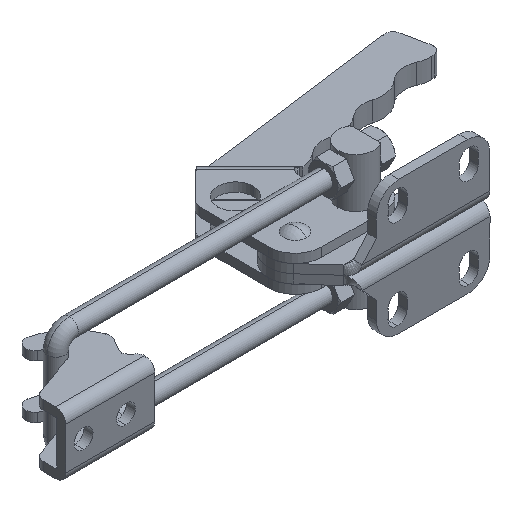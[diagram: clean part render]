
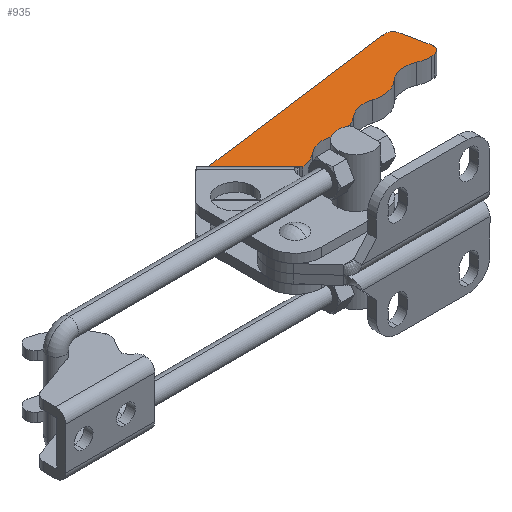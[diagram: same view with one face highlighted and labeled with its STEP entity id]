
A CAD part, isometric view. The second image highlights one B-rep face of the part: STEP entity #935.
In plain terms, the highlighted planar face has unit normal (0, 0, 1).
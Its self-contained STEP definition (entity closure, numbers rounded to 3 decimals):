
#31 = EDGE_CURVE ( 'NONE', #2856, #7800, #9416, .T. ) ;
#131 = VERTEX_POINT ( 'NONE', #8627 ) ;
#316 = VERTEX_POINT ( 'NONE', #10131 ) ;
#484 = DIRECTION ( 'NONE',  ( 1., 0.001, 0. ) ) ;
#509 = CARTESIAN_POINT ( 'NONE',  ( 37.836, 85.568, 4.197 ) ) ;
#526 = DIRECTION ( 'NONE',  ( -0.991, -0.131, 0. ) ) ;
#609 = ORIENTED_EDGE ( 'NONE', *, *, #9328, .T. ) ;
#803 = CARTESIAN_POINT ( 'NONE',  ( -31.869, 52.121, 4.197 ) ) ;
#811 = ORIENTED_EDGE ( 'NONE', *, *, #8650, .T. ) ;
#829 = CARTESIAN_POINT ( 'NONE',  ( 29.891, 57.015, 4.197 ) ) ;
#935 = ADVANCED_FACE ( 'NONE', ( #8705 ), #13944, .T. ) ;
#1002 = CIRCLE ( 'NONE', #7403, 3.75 ) ;
#1109 = CIRCLE ( 'NONE', #9875, 3.75 ) ;
#1113 = ORIENTED_EDGE ( 'NONE', *, *, #6692, .T. ) ;
#1117 = CARTESIAN_POINT ( 'NONE',  ( 40.797, 70.012, 4.197 ) ) ;
#1292 = EDGE_CURVE ( 'NONE', #3611, #10511, #14071, .T. ) ;
#1476 = EDGE_CURVE ( 'NONE', #12114, #11497, #8862, .T. ) ;
#1573 = CIRCLE ( 'NONE', #10224, 11.25 ) ;
#1956 = DIRECTION ( 'NONE',  ( 1., 0.001, 0. ) ) ;
#2015 = AXIS2_PLACEMENT_3D ( 'NONE', #10054, #3612, #11108 ) ;
#2057 = CIRCLE ( 'NONE', #8100, 12.75 ) ;
#2251 = DIRECTION ( 'NONE',  ( 1., 0.001, 0. ) ) ;
#2430 = CARTESIAN_POINT ( 'NONE',  ( 40.068, 66.279, 4.197 ) ) ;
#2521 = CARTESIAN_POINT ( 'NONE',  ( -53.129, 73.52, 4.197 ) ) ;
#2827 = CARTESIAN_POINT ( 'NONE',  ( -17.002, 46.766, 4.197 ) ) ;
#2856 = VERTEX_POINT ( 'NONE', #6564 ) ;
#3054 = ORIENTED_EDGE ( 'NONE', *, *, #10277, .F. ) ;
#3086 = AXIS2_PLACEMENT_3D ( 'NONE', #5914, #13468, #7024 ) ;
#3611 = VERTEX_POINT ( 'NONE', #6132 ) ;
#3612 = DIRECTION ( 'NONE',  ( 0., 0., 1. ) ) ;
#3629 = CARTESIAN_POINT ( 'NONE',  ( 34.386, 67.328, 4.197 ) ) ;
#3671 = CARTESIAN_POINT ( 'NONE',  ( -11.861, 31.983, 4.197 ) ) ;
#3738 = CARTESIAN_POINT ( 'NONE',  ( 37.836, 85.568, 4.197 ) ) ;
#3882 = EDGE_CURVE ( 'NONE', #8577, #12114, #1109, .T. ) ;
#3891 = CARTESIAN_POINT ( 'NONE',  ( 58.058, 5.578, 4.197 ) ) ;
#3923 = DIRECTION ( 'NONE',  ( 1., 0.001, 0. ) ) ;
#3997 = DIRECTION ( 'NONE',  ( 0., 0., 1. ) ) ;
#4340 = DIRECTION ( 'NONE',  ( 0., 0., 1. ) ) ;
#4355 = ORIENTED_EDGE ( 'NONE', *, *, #6514, .T. ) ;
#5102 = CARTESIAN_POINT ( 'NONE',  ( 44.547, 70.017, 4.197 ) ) ;
#5327 = VERTEX_POINT ( 'NONE', #5102 ) ;
#5503 = DIRECTION ( 'NONE',  ( 0., 0., 1. ) ) ;
#5540 = AXIS2_PLACEMENT_3D ( 'NONE', #1117, #8735, #2251 ) ;
#5579 = EDGE_CURVE ( 'NONE', #5327, #131, #12723, .T. ) ;
#5914 = CARTESIAN_POINT ( 'NONE',  ( 13.722, 74.731, 4.197 ) ) ;
#6132 = CARTESIAN_POINT ( 'NONE',  ( -0.929, 60.369, 4.197 ) ) ;
#6158 = DIRECTION ( 'NONE',  ( -1., -0.001, 0. ) ) ;
#6215 = EDGE_CURVE ( 'NONE', #13398, #11497, #9028, .T. ) ;
#6226 = CARTESIAN_POINT ( 'NONE',  ( -5.601, 66.222, 4.197 ) ) ;
#6324 = AXIS2_PLACEMENT_3D ( 'NONE', #10416, #3997, #11501 ) ;
#6480 = CIRCLE ( 'NONE', #2015, 13.75 ) ;
#6514 = EDGE_CURVE ( 'NONE', #7846, #7800, #2057, .T. ) ;
#6564 = CARTESIAN_POINT ( 'NONE',  ( 41.168, 66.281, 4.197 ) ) ;
#6692 = EDGE_CURVE ( 'NONE', #9032, #3611, #6480, .T. ) ;
#6776 = AXIS2_PLACEMENT_3D ( 'NONE', #11380, #10938, #8976 ) ;
#7024 = DIRECTION ( 'NONE',  ( 1., 0.001, 0. ) ) ;
#7031 = DIRECTION ( 'NONE',  ( 0., 0., 1. ) ) ;
#7305 = CARTESIAN_POINT ( 'NONE',  ( 22.307, 65.324, 4.197 ) ) ;
#7403 = AXIS2_PLACEMENT_3D ( 'NONE', #13471, #7031, #484 ) ;
#7745 = VECTOR ( 'NONE', #12488, 1000. ) ;
#7751 = ORIENTED_EDGE ( 'NONE', *, *, #9641, .T. ) ;
#7800 = VERTEX_POINT ( 'NONE', #2430 ) ;
#7846 = VERTEX_POINT ( 'NONE', #3629 ) ;
#7910 = CARTESIAN_POINT ( 'NONE',  ( -13.826, 57.559, 4.197 ) ) ;
#7923 = CIRCLE ( 'NONE', #3086, 12.736 ) ;
#8100 = AXIS2_PLACEMENT_3D ( 'NONE', #10745, #4340, #11843 ) ;
#8139 = CARTESIAN_POINT ( 'NONE',  ( 42.046, 82.342, 4.197 ) ) ;
#8449 = DIRECTION ( 'NONE',  ( 0., 0., -1. ) ) ;
#8510 = VECTOR ( 'NONE', #526, 1000. ) ;
#8577 = VERTEX_POINT ( 'NONE', #8139 ) ;
#8627 = CARTESIAN_POINT ( 'NONE',  ( 44.512, 70.519, 4.197 ) ) ;
#8650 = EDGE_CURVE ( 'NONE', #13398, #316, #9446, .T. ) ;
#8689 = AXIS2_PLACEMENT_3D ( 'NONE', #829, #8449, #1956 ) ;
#8704 = VERTEX_POINT ( 'NONE', #7305 ) ;
#8705 = FACE_OUTER_BOUND ( 'NONE', #10726, .T. ) ;
#8735 = DIRECTION ( 'NONE',  ( 0., 0., 1. ) ) ;
#8862 = LINE ( 'NONE', #509, #8510 ) ;
#8976 = DIRECTION ( 'NONE',  ( 1., 0.001, 0. ) ) ;
#9028 = LINE ( 'NONE', #3671, #11507 ) ;
#9032 = VERTEX_POINT ( 'NONE', #7910 ) ;
#9328 = EDGE_CURVE ( 'NONE', #8704, #7846, #12421, .T. ) ;
#9416 = LINE ( 'NONE', #6226, #12249 ) ;
#9446 = CIRCLE ( 'NONE', #6324, 14.75 ) ;
#9542 = ORIENTED_EDGE ( 'NONE', *, *, #5579, .T. ) ;
#9641 = EDGE_CURVE ( 'NONE', #10511, #8704, #7923, .T. ) ;
#9875 = AXIS2_PLACEMENT_3D ( 'NONE', #11971, #5503, #13045 ) ;
#10054 = CARTESIAN_POINT ( 'NONE',  ( -9.945, 70.75, 4.197 ) ) ;
#10116 = DIRECTION ( 'NONE',  ( -0.705, 0.709, 0. ) ) ;
#10131 = CARTESIAN_POINT ( 'NONE',  ( -24.189, 55.421, 4.197 ) ) ;
#10160 = EDGE_CURVE ( 'NONE', #2856, #5327, #1002, .T. ) ;
#10224 = AXIS2_PLACEMENT_3D ( 'NONE', #2827, #10356, #3923 ) ;
#10277 = EDGE_CURVE ( 'NONE', #8577, #131, #10549, .T. ) ;
#10356 = DIRECTION ( 'NONE',  ( 0., 0., -1. ) ) ;
#10416 = CARTESIAN_POINT ( 'NONE',  ( -33.613, 66.768, 4.197 ) ) ;
#10511 = VERTEX_POINT ( 'NONE', #12083 ) ;
#10549 = LINE ( 'NONE', #3891, #7745 ) ;
#10726 = EDGE_LOOP ( 'NONE', ( #13090, #811, #13542, #1113, #11348, #7751, #609, #4355, #12807, #12508, #9542, #3054, #13355, #12404 ) ) ;
#10745 = CARTESIAN_POINT ( 'NONE',  ( 39.481, 79.016, 4.197 ) ) ;
#10938 = DIRECTION ( 'NONE',  ( 0., 0., -1. ) ) ;
#11108 = DIRECTION ( 'NONE',  ( 1., 0.001, 0. ) ) ;
#11348 = ORIENTED_EDGE ( 'NONE', *, *, #1292, .T. ) ;
#11380 = CARTESIAN_POINT ( 'NONE',  ( 6.448, 51.875, 4.197 ) ) ;
#11497 = VERTEX_POINT ( 'NONE', #2521 ) ;
#11501 = DIRECTION ( 'NONE',  ( 1., 0.001, 0. ) ) ;
#11507 = VECTOR ( 'NONE', #10116, 1000. ) ;
#11843 = DIRECTION ( 'NONE',  ( 1., 0.001, 0. ) ) ;
#11971 = CARTESIAN_POINT ( 'NONE',  ( 38.329, 81.85, 4.197 ) ) ;
#12083 = CARTESIAN_POINT ( 'NONE',  ( 9.86, 62.595, 4.197 ) ) ;
#12114 = VERTEX_POINT ( 'NONE', #3738 ) ;
#12190 = EDGE_CURVE ( 'NONE', #316, #9032, #1573, .T. ) ;
#12249 = VECTOR ( 'NONE', #6158, 1000. ) ;
#12404 = ORIENTED_EDGE ( 'NONE', *, *, #1476, .T. ) ;
#12421 = CIRCLE ( 'NONE', #8689, 11.25 ) ;
#12488 = DIRECTION ( 'NONE',  ( 0.204, -0.979, 0. ) ) ;
#12508 = ORIENTED_EDGE ( 'NONE', *, *, #10160, .T. ) ;
#12723 = CIRCLE ( 'NONE', #5540, 3.75 ) ;
#12807 = ORIENTED_EDGE ( 'NONE', *, *, #31, .F. ) ;
#13045 = DIRECTION ( 'NONE',  ( 1., 0.001, 0. ) ) ;
#13090 = ORIENTED_EDGE ( 'NONE', *, *, #6215, .F. ) ;
#13355 = ORIENTED_EDGE ( 'NONE', *, *, #3882, .T. ) ;
#13398 = VERTEX_POINT ( 'NONE', #803 ) ;
#13468 = DIRECTION ( 'NONE',  ( 0., 0., 1. ) ) ;
#13471 = CARTESIAN_POINT ( 'NONE',  ( 40.797, 70.012, 4.197 ) ) ;
#13542 = ORIENTED_EDGE ( 'NONE', *, *, #12190, .T. ) ;
#13728 = DIRECTION ( 'NONE',  ( 1., 0.001, 0. ) ) ;
#13758 = DIRECTION ( 'NONE',  ( 0., 0., 1. ) ) ;
#13773 = CARTESIAN_POINT ( 'NONE',  ( 38.329, 81.85, 4.197 ) ) ;
#13806 = AXIS2_PLACEMENT_3D ( 'NONE', #13773, #13758, #13728 ) ;
#13944 = PLANE ( 'NONE',  #13806 ) ;
#14071 = CIRCLE ( 'NONE', #6776, 11.25 ) ;
